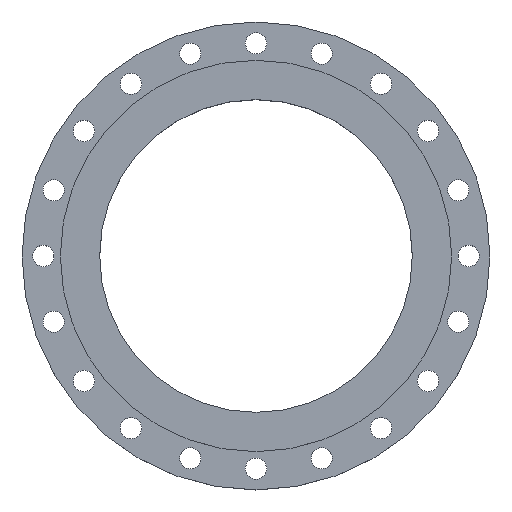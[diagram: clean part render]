
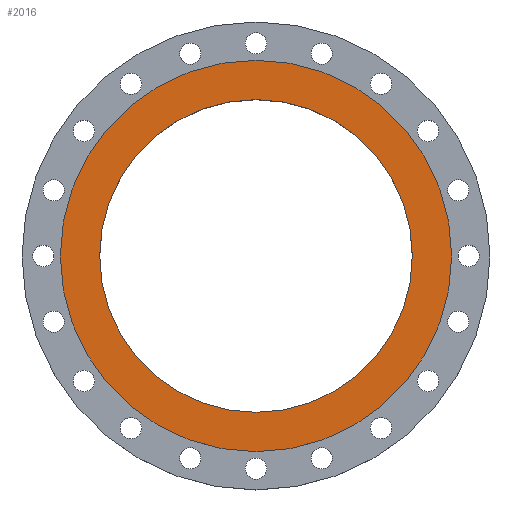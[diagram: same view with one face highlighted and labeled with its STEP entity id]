
A CAD part, top view. The second image highlights one B-rep face of the part: STEP entity #2016.
In plain terms, the highlighted planar face has unit normal (0, 0, 1).
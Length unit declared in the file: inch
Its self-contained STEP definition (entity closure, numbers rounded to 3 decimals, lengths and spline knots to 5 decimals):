
#76 = DIRECTION ( 'NONE',  ( 1., 0., 0. ) ) ;
#112 = CIRCLE ( 'NONE', #1718, 11.5 ) ;
#138 = VERTEX_POINT ( 'NONE', #1203 ) ;
#174 = CARTESIAN_POINT ( 'NONE',  ( 0., 0., 0. ) ) ;
#275 = EDGE_CURVE ( 'NONE', #1856, #1803, #808, .T. ) ;
#283 = FACE_OUTER_BOUND ( 'NONE', #1798, .T. ) ;
#350 = ORIENTED_EDGE ( 'NONE', *, *, #507, .T. ) ;
#351 = DIRECTION ( 'NONE',  ( 0., 0., 1. ) ) ;
#359 = DIRECTION ( 'NONE',  ( 1., 0., 0. ) ) ;
#409 = VERTEX_POINT ( 'NONE', #1697 ) ;
#414 = PLANE ( 'NONE',  #1017 ) ;
#430 = CARTESIAN_POINT ( 'NONE',  ( 0., 0., 0. ) ) ;
#503 = CARTESIAN_POINT ( 'NONE',  ( 0., 0., 0. ) ) ;
#507 = EDGE_CURVE ( 'NONE', #409, #138, #112, .T. ) ;
#526 = CARTESIAN_POINT ( 'NONE',  ( 9.188, 0., 0. ) ) ;
#554 = CIRCLE ( 'NONE', #716, 11.5 ) ;
#711 = AXIS2_PLACEMENT_3D ( 'NONE', #430, #1944, #76 ) ;
#716 = AXIS2_PLACEMENT_3D ( 'NONE', #956, #351, #967 ) ;
#738 = DIRECTION ( 'NONE',  ( 0., 0., -1. ) ) ;
#796 = DIRECTION ( 'NONE',  ( 1., 0., 0. ) ) ;
#808 = CIRCLE ( 'NONE', #711, 9.188 ) ;
#918 = FACE_BOUND ( 'NONE', #1383, .T. ) ;
#933 = ORIENTED_EDGE ( 'NONE', *, *, #1168, .T. ) ;
#955 = DIRECTION ( 'NONE',  ( 0., 0., 1. ) ) ;
#956 = CARTESIAN_POINT ( 'NONE',  ( 0., 0., 0. ) ) ;
#967 = DIRECTION ( 'NONE',  ( 1., 0., 0. ) ) ;
#1017 = AXIS2_PLACEMENT_3D ( 'NONE', #1055, #738, #1972 ) ;
#1055 = CARTESIAN_POINT ( 'NONE',  ( 0., 9.188, 0. ) ) ;
#1168 = EDGE_CURVE ( 'NONE', #138, #409, #554, .T. ) ;
#1203 = CARTESIAN_POINT ( 'NONE',  ( 11.5, 0., 0. ) ) ;
#1250 = EDGE_CURVE ( 'NONE', #1803, #1856, #1928, .T. ) ;
#1298 = DIRECTION ( 'NONE',  ( 0., 0., 1. ) ) ;
#1383 = EDGE_LOOP ( 'NONE', ( #1679, #2015 ) ) ;
#1679 = ORIENTED_EDGE ( 'NONE', *, *, #275, .F. ) ;
#1689 = AXIS2_PLACEMENT_3D ( 'NONE', #174, #1298, #796 ) ;
#1697 = CARTESIAN_POINT ( 'NONE',  ( -11.5, 0., 0. ) ) ;
#1718 = AXIS2_PLACEMENT_3D ( 'NONE', #503, #955, #359 ) ;
#1774 = CARTESIAN_POINT ( 'NONE',  ( -9.188, 0., 0. ) ) ;
#1798 = EDGE_LOOP ( 'NONE', ( #933, #350 ) ) ;
#1803 = VERTEX_POINT ( 'NONE', #1774 ) ;
#1856 = VERTEX_POINT ( 'NONE', #526 ) ;
#1928 = CIRCLE ( 'NONE', #1689, 9.188 ) ;
#1944 = DIRECTION ( 'NONE',  ( 0., 0., 1. ) ) ;
#1972 = DIRECTION ( 'NONE',  ( -1., 0., 0. ) ) ;
#2015 = ORIENTED_EDGE ( 'NONE', *, *, #1250, .F. ) ;
#2016 = ADVANCED_FACE ( 'NONE', ( #918, #283 ), #414, .F. ) ;
